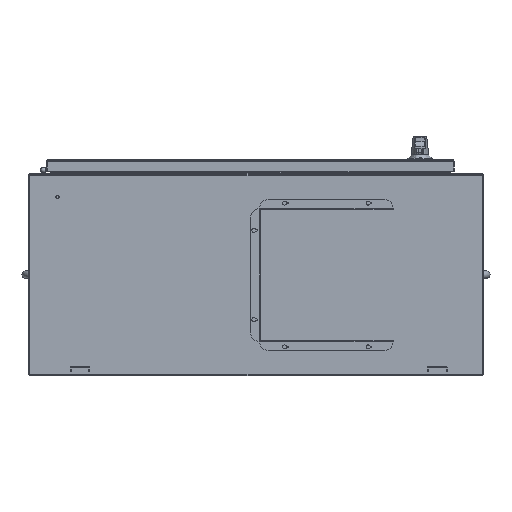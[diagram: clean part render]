
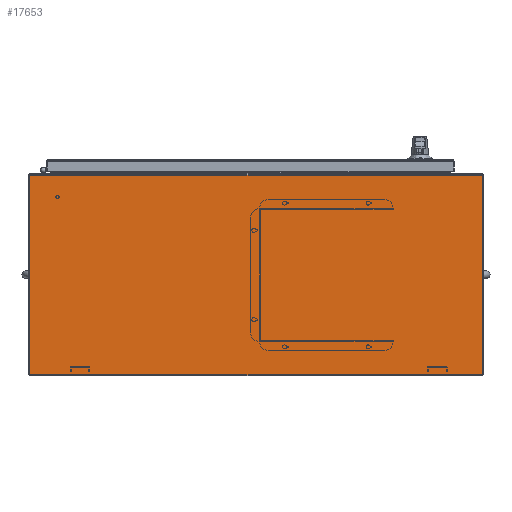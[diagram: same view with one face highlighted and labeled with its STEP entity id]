
A CAD part, front view. The second image highlights one B-rep face of the part: STEP entity #17653.
In plain terms, the highlighted face is planar.
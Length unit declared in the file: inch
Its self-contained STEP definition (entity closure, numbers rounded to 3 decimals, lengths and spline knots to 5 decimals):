
#6949 = AXIS2_PLACEMENT_3D ( 'NONE', #20593, #60649, #15344 ) ;
#6991 = CARTESIAN_POINT ( 'NONE',  ( 0., -17.887, -0.095 ) ) ;
#8070 = CARTESIAN_POINT ( 'NONE',  ( 0., 0., -0.095 ) ) ;
#9708 = FACE_OUTER_BOUND ( 'NONE', #38468, .T. ) ;
#11723 = LINE ( 'NONE', #40329, #48264 ) ;
#12632 = EDGE_CURVE ( 'NONE', #56451, #42551, #29651, .T. ) ;
#15344 = DIRECTION ( 'NONE',  ( 0., -1., 0. ) ) ;
#17441 = CARTESIAN_POINT ( 'NONE',  ( 0., 0., -0.095 ) ) ;
#17653 = ADVANCED_FACE ( 'NONE', ( #9708 ), #49736, .F. ) ;
#20324 = CARTESIAN_POINT ( 'NONE',  ( 0., -17.887, -0.095 ) ) ;
#20593 = CARTESIAN_POINT ( 'NONE',  ( 0., 0., -0.095 ) ) ;
#20902 = VECTOR ( 'NONE', #53960, 39.37008 ) ;
#23962 = VECTOR ( 'NONE', #55173, 39.37008 ) ;
#24431 = ORIENTED_EDGE ( 'NONE', *, *, #54556, .F. ) ;
#26935 = ORIENTED_EDGE ( 'NONE', *, *, #59533, .F. ) ;
#29651 = LINE ( 'NONE', #17441, #50082 ) ;
#30748 = LINE ( 'NONE', #8070, #20902 ) ;
#33596 = EDGE_CURVE ( 'NONE', #43502, #56451, #30748, .T. ) ;
#34113 = ORIENTED_EDGE ( 'NONE', *, *, #33596, .F. ) ;
#38468 = EDGE_LOOP ( 'NONE', ( #26935, #49092, #34113, #24431 ) ) ;
#40329 = CARTESIAN_POINT ( 'NONE',  ( 40.56, 0., -0.095 ) ) ;
#40577 = VERTEX_POINT ( 'NONE', #58608 ) ;
#40686 = DIRECTION ( 'NONE',  ( 0., -1., 0. ) ) ;
#42516 = CARTESIAN_POINT ( 'NONE',  ( 0., 0., -0.095 ) ) ;
#42551 = VERTEX_POINT ( 'NONE', #6991 ) ;
#43502 = VERTEX_POINT ( 'NONE', #65864 ) ;
#48264 = VECTOR ( 'NONE', #68895, 39.37008 ) ;
#48914 = LINE ( 'NONE', #20324, #23962 ) ;
#49092 = ORIENTED_EDGE ( 'NONE', *, *, #12632, .F. ) ;
#49736 = PLANE ( 'NONE',  #6949 ) ;
#50082 = VECTOR ( 'NONE', #40686, 39.37008 ) ;
#53960 = DIRECTION ( 'NONE',  ( -1., 0., 0. ) ) ;
#54556 = EDGE_CURVE ( 'NONE', #40577, #43502, #11723, .T. ) ;
#55173 = DIRECTION ( 'NONE',  ( 1., 0., 0. ) ) ;
#56451 = VERTEX_POINT ( 'NONE', #42516 ) ;
#58608 = CARTESIAN_POINT ( 'NONE',  ( 40.56, -17.887, -0.095 ) ) ;
#59533 = EDGE_CURVE ( 'NONE', #42551, #40577, #48914, .T. ) ;
#60649 = DIRECTION ( 'NONE',  ( 0., 0., 1. ) ) ;
#65864 = CARTESIAN_POINT ( 'NONE',  ( 40.56, 0., -0.095 ) ) ;
#68895 = DIRECTION ( 'NONE',  ( 0., 1., 0. ) ) ;
